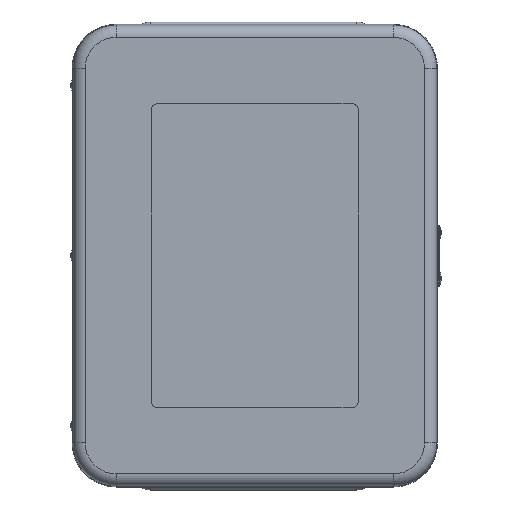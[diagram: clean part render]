
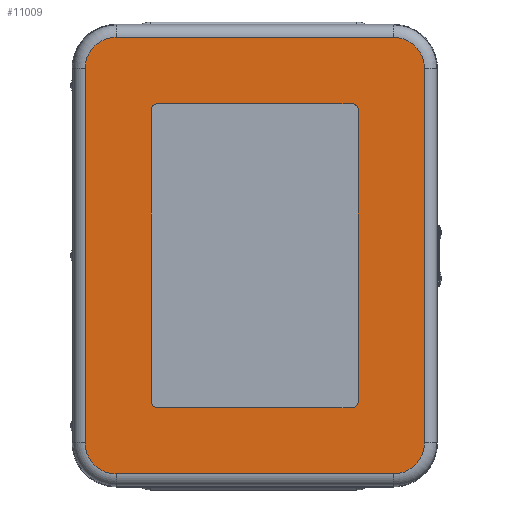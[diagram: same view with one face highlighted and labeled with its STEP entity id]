
A CAD part, top view. The second image highlights one B-rep face of the part: STEP entity #11009.
In plain terms, the highlighted planar face has unit normal (0, 0, 1).
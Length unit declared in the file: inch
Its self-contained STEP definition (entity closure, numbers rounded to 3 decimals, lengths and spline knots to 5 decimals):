
#503=LINE($,#19019,#1326);
#505=LINE($,#19039,#1328);
#508=LINE($,#19046,#1331);
#510=LINE($,#19061,#1333);
#518=LINE($,#19083,#1341);
#519=LINE($,#19087,#1342);
#520=LINE($,#19091,#1343);
#521=LINE($,#19095,#1344);
#1326=VECTOR($,#14033,5.7036);
#1328=VECTOR($,#14057,7.7036);
#1331=VECTOR($,#14064,7.7036);
#1333=VECTOR($,#14084,5.7036);
#1341=VECTOR($,#14106,6.);
#1342=VECTOR($,#14109,4.);
#1343=VECTOR($,#14112,6.);
#1344=VECTOR($,#14115,4.);
#2028=PLANE($,#11998);
#2366=FACE_BOUND($,#3795,.T.);
#3076=FACE_OUTER_BOUND($,#3794,.T.);
#3794=EDGE_LOOP($,(#8642,#8643,#8644,#8645,#8646,#8647,#8648,#8649));
#3795=EDGE_LOOP($,(#8650,#8651,#8652,#8653,#8654,#8655,#8656,#8657));
#4641=CIRCLE($,#11973,0.63807);
#4645=CIRCLE($,#11978,0.63807);
#4649=CIRCLE($,#11985,0.63807);
#4653=CIRCLE($,#11990,0.63807);
#4656=CIRCLE($,#11999,0.125);
#4657=CIRCLE($,#12000,0.125);
#4658=CIRCLE($,#12001,0.125);
#4659=CIRCLE($,#12002,0.125);
#5351=VERTEX_POINT($,#19016);
#5352=VERTEX_POINT($,#19018);
#5355=VERTEX_POINT($,#19025);
#5356=VERTEX_POINT($,#19030);
#5359=VERTEX_POINT($,#19037);
#5360=VERTEX_POINT($,#19042);
#5363=VERTEX_POINT($,#19049);
#5364=VERTEX_POINT($,#19054);
#5371=VERTEX_POINT($,#19081);
#5372=VERTEX_POINT($,#19082);
#5373=VERTEX_POINT($,#19084);
#5374=VERTEX_POINT($,#19086);
#5375=VERTEX_POINT($,#19088);
#5376=VERTEX_POINT($,#19090);
#5377=VERTEX_POINT($,#19092);
#5378=VERTEX_POINT($,#19094);
#6576=EDGE_CURVE($,#5351,#5352,#503,.T.);
#6580=EDGE_CURVE($,#5355,#5351,#4641,.T.);
#6584=EDGE_CURVE($,#5352,#5356,#4645,.T.);
#6586=EDGE_CURVE($,#5359,#5355,#505,.T.);
#6590=EDGE_CURVE($,#5356,#5360,#508,.T.);
#6592=EDGE_CURVE($,#5363,#5359,#4649,.T.);
#6596=EDGE_CURVE($,#5360,#5364,#4653,.T.);
#6598=EDGE_CURVE($,#5364,#5363,#510,.T.);
#6608=EDGE_CURVE($,#5371,#5372,#518,.T.);
#6609=EDGE_CURVE($,#5373,#5372,#4656,.T.);
#6610=EDGE_CURVE($,#5373,#5374,#519,.T.);
#6611=EDGE_CURVE($,#5375,#5374,#4657,.T.);
#6612=EDGE_CURVE($,#5375,#5376,#520,.T.);
#6613=EDGE_CURVE($,#5377,#5376,#4658,.T.);
#6614=EDGE_CURVE($,#5377,#5378,#521,.T.);
#6615=EDGE_CURVE($,#5371,#5378,#4659,.T.);
#8642=ORIENTED_EDGE($,*,*,#6576,.F.);
#8643=ORIENTED_EDGE($,*,*,#6580,.F.);
#8644=ORIENTED_EDGE($,*,*,#6586,.F.);
#8645=ORIENTED_EDGE($,*,*,#6592,.F.);
#8646=ORIENTED_EDGE($,*,*,#6598,.F.);
#8647=ORIENTED_EDGE($,*,*,#6596,.F.);
#8648=ORIENTED_EDGE($,*,*,#6590,.F.);
#8649=ORIENTED_EDGE($,*,*,#6584,.F.);
#8650=ORIENTED_EDGE($,*,*,#6608,.T.);
#8651=ORIENTED_EDGE($,*,*,#6609,.F.);
#8652=ORIENTED_EDGE($,*,*,#6610,.T.);
#8653=ORIENTED_EDGE($,*,*,#6611,.F.);
#8654=ORIENTED_EDGE($,*,*,#6612,.T.);
#8655=ORIENTED_EDGE($,*,*,#6613,.F.);
#8656=ORIENTED_EDGE($,*,*,#6614,.T.);
#8657=ORIENTED_EDGE($,*,*,#6615,.F.);
#11009=ADVANCED_FACE($,(#3076,#2366),#2028,.T.);
#11973=AXIS2_PLACEMENT_3D($,#19027,#14041,#14042);
#11978=AXIS2_PLACEMENT_3D($,#19034,#14051,#14052);
#11985=AXIS2_PLACEMENT_3D($,#19051,#14069,#14070);
#11990=AXIS2_PLACEMENT_3D($,#19058,#14079,#14080);
#11998=AXIS2_PLACEMENT_3D($,#19080,#14104,#14105);
#11999=AXIS2_PLACEMENT_3D($,#19085,#14107,#14108);
#12000=AXIS2_PLACEMENT_3D($,#19089,#14110,#14111);
#12001=AXIS2_PLACEMENT_3D($,#19093,#14113,#14114);
#12002=AXIS2_PLACEMENT_3D($,#19096,#14116,#14117);
#14033=DIRECTION($,(1.,0.,0.));
#14041=DIRECTION('center_axis',(0.,0.,-1.));
#14042=DIRECTION('ref_axis',(-0.707,0.707,0.));
#14051=DIRECTION('center_axis',(0.,0.,-1.));
#14052=DIRECTION('ref_axis',(0.707,0.707,0.));
#14057=DIRECTION($,(0.,1.,0.));
#14064=DIRECTION($,(0.,-1.,0.));
#14069=DIRECTION('center_axis',(0.,0.,-1.));
#14070=DIRECTION('ref_axis',(-0.707,-0.707,0.));
#14079=DIRECTION('center_axis',(0.,0.,-1.));
#14080=DIRECTION('ref_axis',(0.707,-0.707,0.));
#14084=DIRECTION($,(-1.,0.,0.));
#14104=DIRECTION('center_axis',(0.,0.,1.));
#14105=DIRECTION('ref_axis',(1.,0.,0.));
#14106=DIRECTION($,(0.,1.,0.));
#14107=DIRECTION('center_axis',(0.,0.,1.));
#14108=DIRECTION('ref_axis',(-0.707,0.707,0.));
#14109=DIRECTION($,(1.,0.,0.));
#14110=DIRECTION('center_axis',(0.,0.,1.));
#14111=DIRECTION('ref_axis',(0.707,0.707,0.));
#14112=DIRECTION($,(0.,-1.,0.));
#14113=DIRECTION('center_axis',(0.,0.,1.));
#14114=DIRECTION('ref_axis',(0.707,-0.707,0.));
#14115=DIRECTION($,(-1.,0.,0.));
#14116=DIRECTION('center_axis',(0.,0.,1.));
#14117=DIRECTION('ref_axis',(-0.707,-0.707,0.));
#19016=CARTESIAN_POINT('',(-2.8518,4.48987,0.76));
#19018=CARTESIAN_POINT('',(2.8518,4.48987,0.76));
#19019=CARTESIAN_POINT($,(-2.8518,4.48987,0.76));
#19025=CARTESIAN_POINT('',(-3.48987,3.8518,0.76));
#19027=CARTESIAN_POINT('Origin',(-2.8518,3.8518,0.76));
#19030=CARTESIAN_POINT('',(3.48987,3.8518,0.76));
#19034=CARTESIAN_POINT('Origin',(2.8518,3.8518,0.76));
#19037=CARTESIAN_POINT('',(-3.48987,-3.8518,0.76));
#19039=CARTESIAN_POINT($,(-3.48987,-3.8518,0.76));
#19042=CARTESIAN_POINT('',(3.48987,-3.8518,0.76));
#19046=CARTESIAN_POINT($,(3.48987,3.8518,0.76));
#19049=CARTESIAN_POINT('',(-2.8518,-4.48987,0.76));
#19051=CARTESIAN_POINT('Origin',(-2.8518,-3.8518,0.76));
#19054=CARTESIAN_POINT('',(2.8518,-4.48987,0.76));
#19058=CARTESIAN_POINT('Origin',(2.8518,-3.8518,0.76));
#19061=CARTESIAN_POINT($,(2.8518,-4.48987,0.76));
#19080=CARTESIAN_POINT('Origin',(0.,0.,0.76));
#19081=CARTESIAN_POINT('',(-2.125,-3.,0.76));
#19082=CARTESIAN_POINT('',(-2.125,3.,0.76));
#19083=CARTESIAN_POINT($,(-2.125,-3.,0.76));
#19084=CARTESIAN_POINT('',(-2.,3.125,0.76));
#19085=CARTESIAN_POINT('Origin',(-2.,3.,0.76));
#19086=CARTESIAN_POINT('',(2.,3.125,0.76));
#19087=CARTESIAN_POINT($,(-2.,3.125,0.76));
#19088=CARTESIAN_POINT('',(2.125,3.,0.76));
#19089=CARTESIAN_POINT('Origin',(2.,3.,0.76));
#19090=CARTESIAN_POINT('',(2.125,-3.,0.76));
#19091=CARTESIAN_POINT($,(2.125,3.,0.76));
#19092=CARTESIAN_POINT('',(2.,-3.125,0.76));
#19093=CARTESIAN_POINT('Origin',(2.,-3.,0.76));
#19094=CARTESIAN_POINT('',(-2.,-3.125,0.76));
#19095=CARTESIAN_POINT($,(2.,-3.125,0.76));
#19096=CARTESIAN_POINT('Origin',(-2.,-3.,0.76));
